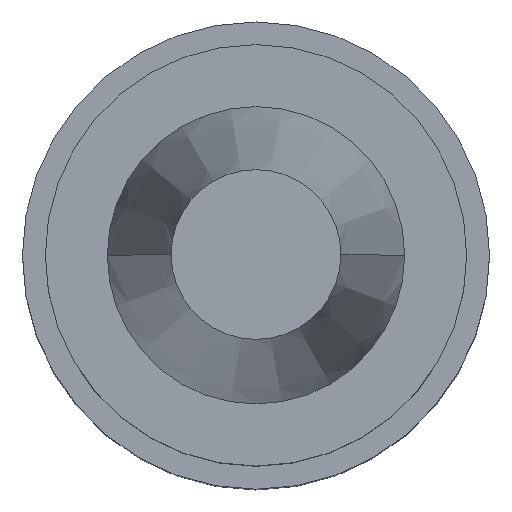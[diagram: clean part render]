
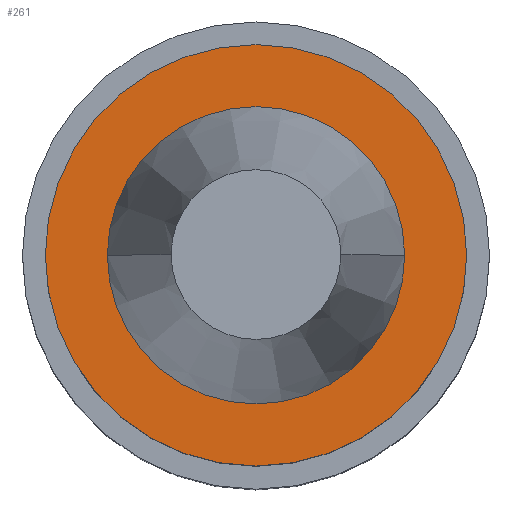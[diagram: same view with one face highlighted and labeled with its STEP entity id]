
A CAD part, top view. The second image highlights one B-rep face of the part: STEP entity #261.
In plain terms, the highlighted planar face has unit normal (0, 0, 1).
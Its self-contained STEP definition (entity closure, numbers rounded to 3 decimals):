
#2 = DIRECTION ( 'NONE',  ( 1., 0., 0. ) ) ;
#18 = EDGE_LOOP ( 'NONE', ( #48, #370 ) ) ;
#22 = CIRCLE ( 'NONE', #518, 31.5 ) ;
#29 = VERTEX_POINT ( 'NONE', #142 ) ;
#48 = ORIENTED_EDGE ( 'NONE', *, *, #376, .F. ) ;
#66 = FACE_OUTER_BOUND ( 'NONE', #457, .T. ) ;
#108 = DIRECTION ( 'NONE',  ( 0., 0., 1. ) ) ;
#109 = CIRCLE ( 'NONE', #211, 22.225 ) ;
#112 = DIRECTION ( 'NONE',  ( 1., 0., 0. ) ) ;
#132 = AXIS2_PLACEMENT_3D ( 'NONE', #405, #645, #770 ) ;
#139 = VERTEX_POINT ( 'NONE', #287 ) ;
#142 = CARTESIAN_POINT ( 'NONE',  ( -22.225, 0., -1. ) ) ;
#163 = CIRCLE ( 'NONE', #132, 31.5 ) ;
#211 = AXIS2_PLACEMENT_3D ( 'NONE', #673, #440, #508 ) ;
#219 = VERTEX_POINT ( 'NONE', #533 ) ;
#227 = CIRCLE ( 'NONE', #471, 22.225 ) ;
#244 = CARTESIAN_POINT ( 'NONE',  ( 0., 0., -1. ) ) ;
#261 = ADVANCED_FACE ( 'NONE', ( #539, #66 ), #372, .F. ) ;
#287 = CARTESIAN_POINT ( 'NONE',  ( -31.5, 0., -1. ) ) ;
#313 = CARTESIAN_POINT ( 'NONE',  ( 0., 31.5, -1. ) ) ;
#370 = ORIENTED_EDGE ( 'NONE', *, *, #769, .F. ) ;
#372 = PLANE ( 'NONE',  #480 ) ;
#376 = EDGE_CURVE ( 'NONE', #724, #29, #109, .T. ) ;
#405 = CARTESIAN_POINT ( 'NONE',  ( 0., 0., -1. ) ) ;
#436 = DIRECTION ( 'NONE',  ( -1., 0., 0. ) ) ;
#440 = DIRECTION ( 'NONE',  ( 0., 0., 1. ) ) ;
#457 = EDGE_LOOP ( 'NONE', ( #652, #689 ) ) ;
#471 = AXIS2_PLACEMENT_3D ( 'NONE', #244, #476, #2 ) ;
#476 = DIRECTION ( 'NONE',  ( 0., 0., 1. ) ) ;
#480 = AXIS2_PLACEMENT_3D ( 'NONE', #313, #675, #436 ) ;
#508 = DIRECTION ( 'NONE',  ( 1., 0., 0. ) ) ;
#518 = AXIS2_PLACEMENT_3D ( 'NONE', #521, #108, #112 ) ;
#521 = CARTESIAN_POINT ( 'NONE',  ( 0., 0., -1. ) ) ;
#533 = CARTESIAN_POINT ( 'NONE',  ( 31.5, 0., -1. ) ) ;
#539 = FACE_BOUND ( 'NONE', #18, .T. ) ;
#595 = EDGE_CURVE ( 'NONE', #219, #139, #163, .T. ) ;
#599 = CARTESIAN_POINT ( 'NONE',  ( 22.225, 0., -1. ) ) ;
#623 = EDGE_CURVE ( 'NONE', #139, #219, #22, .T. ) ;
#645 = DIRECTION ( 'NONE',  ( 0., 0., 1. ) ) ;
#652 = ORIENTED_EDGE ( 'NONE', *, *, #595, .T. ) ;
#673 = CARTESIAN_POINT ( 'NONE',  ( 0., 0., -1. ) ) ;
#675 = DIRECTION ( 'NONE',  ( 0., 0., -1. ) ) ;
#689 = ORIENTED_EDGE ( 'NONE', *, *, #623, .T. ) ;
#724 = VERTEX_POINT ( 'NONE', #599 ) ;
#769 = EDGE_CURVE ( 'NONE', #29, #724, #227, .T. ) ;
#770 = DIRECTION ( 'NONE',  ( 1., 0., 0. ) ) ;
